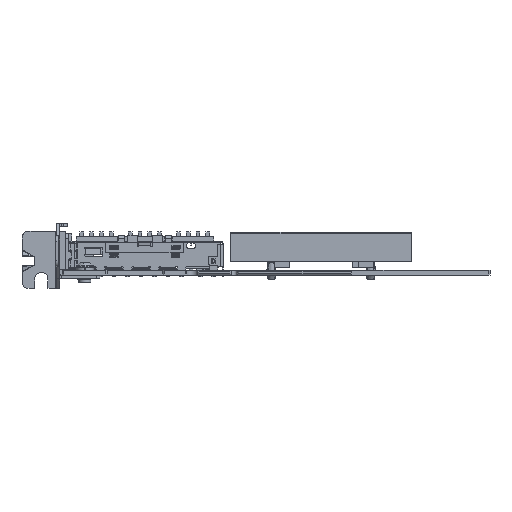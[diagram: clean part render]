
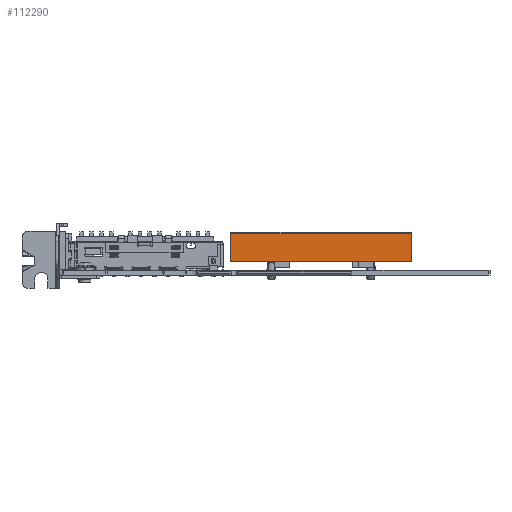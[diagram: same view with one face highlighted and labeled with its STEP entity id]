
A CAD part, front view. The second image highlights one B-rep face of the part: STEP entity #112290.
In plain terms, the highlighted face is planar.
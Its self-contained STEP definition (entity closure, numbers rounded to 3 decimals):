
#12516=FACE_OUTER_BOUND('',#18932,.T.);
#18932=EDGE_LOOP('',(#97713,#97714,#97715,#97716));
#30212=LINE('',#190508,#41624);
#30247=LINE('',#190646,#41659);
#30337=LINE('',#191196,#41749);
#30389=LINE('',#191351,#41801);
#41624=VECTOR('',#144500,60.);
#41659=VECTOR('',#144605,9.373);
#41749=VECTOR('',#144833,9.373);
#41801=VECTOR('',#145023,60.);
#51746=VERTEX_POINT('',#190505);
#51747=VERTEX_POINT('',#190507);
#51815=VERTEX_POINT('',#190644);
#51902=VERTEX_POINT('',#191195);
#66954=EDGE_CURVE('',#51747,#51746,#30212,.T.);
#67023=EDGE_CURVE('',#51746,#51815,#30247,.T.);
#67157=EDGE_CURVE('',#51747,#51902,#30337,.T.);
#67235=EDGE_CURVE('',#51815,#51902,#30389,.T.);
#97713=ORIENTED_EDGE('',*,*,#67023,.T.);
#97714=ORIENTED_EDGE('',*,*,#67235,.T.);
#97715=ORIENTED_EDGE('',*,*,#67157,.F.);
#97716=ORIENTED_EDGE('',*,*,#66954,.T.);
#102286=PLANE('',#119515);
#112290=ADVANCED_FACE('',(#12516),#102286,.T.);
#119515=AXIS2_PLACEMENT_3D('',#191352,#145024,#145025);
#144500=DIRECTION('',(0.,0.,-1.));
#144605=DIRECTION('',(0.,1.,0.));
#144833=DIRECTION('',(0.,1.,0.));
#145023=DIRECTION('',(0.,0.,1.));
#145024=DIRECTION('center_axis',(1.,0.,0.));
#145025=DIRECTION('ref_axis',(0.,0.,-1.));
#190505=CARTESIAN_POINT('',(19.,-1.5,-30.));
#190507=CARTESIAN_POINT('',(19.,-1.5,30.));
#190508=CARTESIAN_POINT('',(19.,-1.5,30.));
#190644=CARTESIAN_POINT('',(18.997,7.871,-30.));
#190646=CARTESIAN_POINT('',(19.,-0.75,-30.));
#191195=CARTESIAN_POINT('',(18.997,7.871,30.));
#191196=CARTESIAN_POINT('',(19.,-0.75,30.));
#191351=CARTESIAN_POINT('',(18.997,7.872,-30.));
#191352=CARTESIAN_POINT('Origin',(19.,0.,150.));
